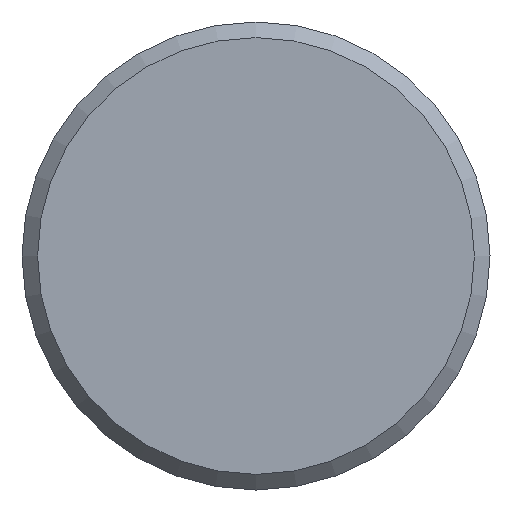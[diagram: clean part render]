
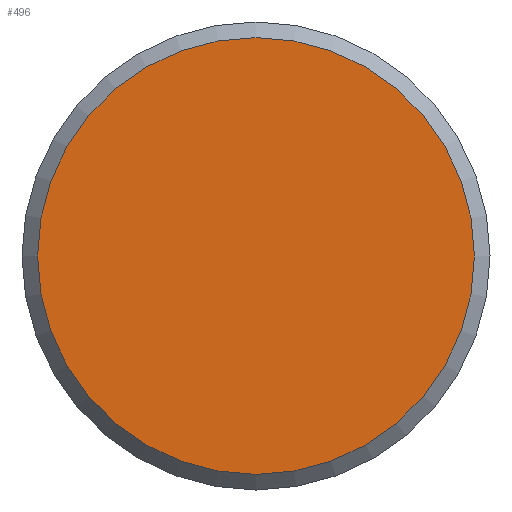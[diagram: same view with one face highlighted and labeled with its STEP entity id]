
A CAD part, left-side view. The second image highlights one B-rep face of the part: STEP entity #496.
In plain terms, the highlighted planar face has unit normal (-1, 0, 0).
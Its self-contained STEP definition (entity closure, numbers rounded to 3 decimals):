
#358 = CONICAL_SURFACE('',#359,7.25,0.785);
#359 = AXIS2_PLACEMENT_3D('',#360,#361,#362);
#360 = CARTESIAN_POINT('',(0.25,0.,0.));
#361 = DIRECTION('',(1.,0.,0.));
#362 = DIRECTION('',(0.,0.,-1.));
#424 = EDGE_CURVE('',#425,#425,#427,.T.);
#425 = VERTEX_POINT('',#426);
#426 = CARTESIAN_POINT('',(0.,0.,7.));
#427 = SURFACE_CURVE('',#428,(#433,#462),.PCURVE_S1.);
#428 = CIRCLE('',#429,7.);
#429 = AXIS2_PLACEMENT_3D('',#430,#431,#432);
#430 = CARTESIAN_POINT('',(0.,0.,0.));
#431 = DIRECTION('',(1.,0.,0.));
#432 = DIRECTION('',(0.,0.,-1.));
#433 = PCURVE('',#358,#434);
#434 = DEFINITIONAL_REPRESENTATION('',(#435),#461);
#435 = B_SPLINE_CURVE_WITH_KNOTS('',3,(#436,#437,#438,#439,#440,#441,
    #442,#443,#444,#445,#446,#447,#448,#449,#450,#451,#452,#453,#454,
    #455,#456,#457,#458,#459,#460),.UNSPECIFIED.,.F.,.F.,(4,1,1,1,1,1,1,
    1,1,1,1,1,1,1,1,1,1,1,1,1,1,1,4),(3.142,3.427,
    3.713,3.998,4.284,4.57,
    4.855,5.141,5.426,5.712,
    5.998,6.283,6.569,6.854,
    7.14,7.426,7.711,7.997,
    8.282,8.568,8.854,9.139,
    9.425),.QUASI_UNIFORM_KNOTS.);
#436 = CARTESIAN_POINT('',(3.142,-0.25));
#437 = CARTESIAN_POINT('',(3.237,-0.25));
#438 = CARTESIAN_POINT('',(3.427,-0.25));
#439 = CARTESIAN_POINT('',(3.713,-0.25));
#440 = CARTESIAN_POINT('',(3.998,-0.25));
#441 = CARTESIAN_POINT('',(4.284,-0.25));
#442 = CARTESIAN_POINT('',(4.57,-0.25));
#443 = CARTESIAN_POINT('',(4.855,-0.25));
#444 = CARTESIAN_POINT('',(5.141,-0.25));
#445 = CARTESIAN_POINT('',(5.426,-0.25));
#446 = CARTESIAN_POINT('',(5.712,-0.25));
#447 = CARTESIAN_POINT('',(5.998,-0.25));
#448 = CARTESIAN_POINT('',(6.283,-0.25));
#449 = CARTESIAN_POINT('',(6.569,-0.25));
#450 = CARTESIAN_POINT('',(6.854,-0.25));
#451 = CARTESIAN_POINT('',(7.14,-0.25));
#452 = CARTESIAN_POINT('',(7.426,-0.25));
#453 = CARTESIAN_POINT('',(7.711,-0.25));
#454 = CARTESIAN_POINT('',(7.997,-0.25));
#455 = CARTESIAN_POINT('',(8.282,-0.25));
#456 = CARTESIAN_POINT('',(8.568,-0.25));
#457 = CARTESIAN_POINT('',(8.854,-0.25));
#458 = CARTESIAN_POINT('',(9.139,-0.25));
#459 = CARTESIAN_POINT('',(9.33,-0.25));
#460 = CARTESIAN_POINT('',(9.425,-0.25));
#461 = ( GEOMETRIC_REPRESENTATION_CONTEXT(2) 
PARAMETRIC_REPRESENTATION_CONTEXT() REPRESENTATION_CONTEXT('2D SPACE',''
  ) );
#462 = PCURVE('',#463,#468);
#463 = PLANE('',#464);
#464 = AXIS2_PLACEMENT_3D('',#465,#466,#467);
#465 = CARTESIAN_POINT('',(0.,0.,0.));
#466 = DIRECTION('',(1.,0.,0.));
#467 = DIRECTION('',(0.,0.,-1.));
#468 = DEFINITIONAL_REPRESENTATION('',(#469),#473);
#469 = CIRCLE('',#470,7.);
#470 = AXIS2_PLACEMENT_2D('',#471,#472);
#471 = CARTESIAN_POINT('',(0.,0.));
#472 = DIRECTION('',(1.,0.));
#473 = ( GEOMETRIC_REPRESENTATION_CONTEXT(2) 
PARAMETRIC_REPRESENTATION_CONTEXT() REPRESENTATION_CONTEXT('2D SPACE',''
  ) );
#496 = ADVANCED_FACE('',(#497),#463,.F.);
#497 = FACE_BOUND('',#498,.T.);
#498 = EDGE_LOOP('',(#499));
#499 = ORIENTED_EDGE('',*,*,#424,.F.);
